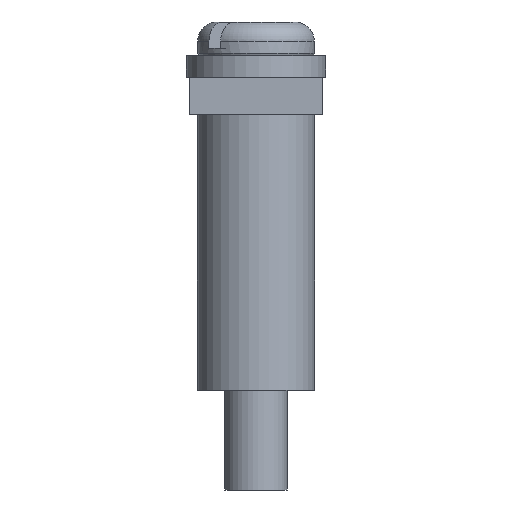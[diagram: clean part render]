
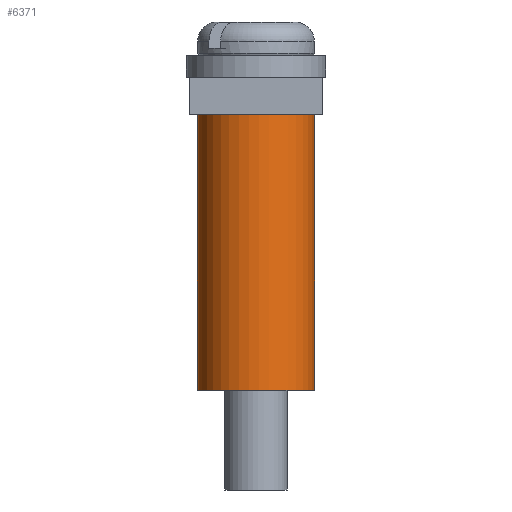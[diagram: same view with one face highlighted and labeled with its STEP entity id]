
A CAD part, front view. The second image highlights one B-rep face of the part: STEP entity #6371.
In plain terms, the highlighted cylindrical face has radius 2.45 mm (diameter 4.9 mm), a full revolution.
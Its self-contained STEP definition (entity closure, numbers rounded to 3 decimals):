
#168 = DIRECTION ( 'NONE',  ( 0., 0., 1. ) ) ;
#349 = VERTEX_POINT ( 'NONE', #6398 ) ;
#647 = EDGE_CURVE ( 'NONE', #349, #349, #6004, .T. ) ;
#752 = EDGE_LOOP ( 'NONE', ( #2189 ) ) ;
#1369 = DIRECTION ( 'NONE',  ( 0., 0., 1. ) ) ;
#1397 = DIRECTION ( 'NONE',  ( -0.839, -0.544, 0. ) ) ;
#1635 = VERTEX_POINT ( 'NONE', #4508 ) ;
#2045 = AXIS2_PLACEMENT_3D ( 'NONE', #3941, #168, #3182 ) ;
#2094 = FACE_OUTER_BOUND ( 'NONE', #6607, .T. ) ;
#2189 = ORIENTED_EDGE ( 'NONE', *, *, #8482, .T. ) ;
#2330 = AXIS2_PLACEMENT_3D ( 'NONE', #8177, #1369, #8960 ) ;
#2967 = FACE_OUTER_BOUND ( 'NONE', #752, .T. ) ;
#3182 = DIRECTION ( 'NONE',  ( 0.839, 0.544, 0. ) ) ;
#3527 = AXIS2_PLACEMENT_3D ( 'NONE', #6010, #5220, #1397 ) ;
#3941 = CARTESIAN_POINT ( 'NONE',  ( -34.21, -47.543, 94.725 ) ) ;
#4508 = CARTESIAN_POINT ( 'NONE',  ( -32.155, -46.21, 83.225 ) ) ;
#5220 = DIRECTION ( 'NONE',  ( 0., 0., -1. ) ) ;
#6004 = CIRCLE ( 'NONE', #2045, 2.45 ) ;
#6010 = CARTESIAN_POINT ( 'NONE',  ( -34.21, -47.543, 94.725 ) ) ;
#6371 = ADVANCED_FACE ( 'NONE', ( #2094, #2967 ), #7415, .T. ) ;
#6398 = CARTESIAN_POINT ( 'NONE',  ( -32.155, -46.21, 94.725 ) ) ;
#6607 = EDGE_LOOP ( 'NONE', ( #9737 ) ) ;
#7415 = CYLINDRICAL_SURFACE ( 'NONE', #3527, 2.45 ) ;
#7909 = CIRCLE ( 'NONE', #2330, 2.45 ) ;
#8177 = CARTESIAN_POINT ( 'NONE',  ( -34.21, -47.543, 83.225 ) ) ;
#8482 = EDGE_CURVE ( 'NONE', #1635, #1635, #7909, .T. ) ;
#8960 = DIRECTION ( 'NONE',  ( 0.839, 0.544, 0. ) ) ;
#9737 = ORIENTED_EDGE ( 'NONE', *, *, #647, .F. ) ;
